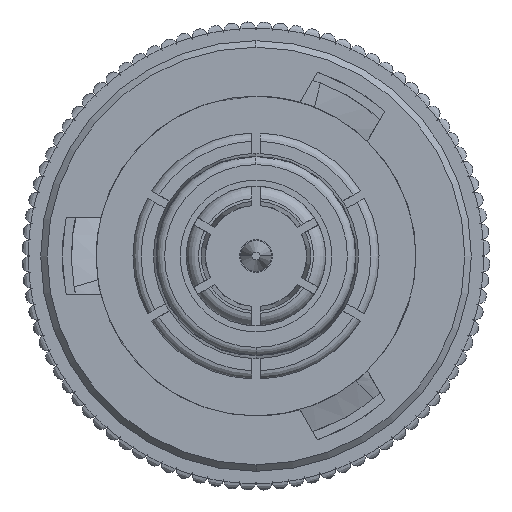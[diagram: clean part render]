
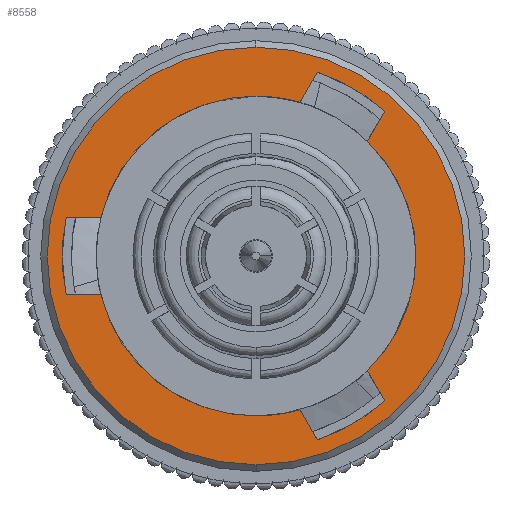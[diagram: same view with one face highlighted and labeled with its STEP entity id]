
A CAD part, left-side view. The second image highlights one B-rep face of the part: STEP entity #8558.
In plain terms, the highlighted face is planar.
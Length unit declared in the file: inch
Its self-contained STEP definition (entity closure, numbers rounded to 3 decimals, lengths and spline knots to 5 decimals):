
#533 = VERTEX_POINT ( 'NONE', #23082 ) ;
#707 = CARTESIAN_POINT ( 'NONE',  ( 0., -0.05343, -0.18754 ) ) ;
#897 = AXIS2_PLACEMENT_3D ( 'NONE', #3352, #27525, #24803 ) ;
#972 = ORIENTED_EDGE ( 'NONE', *, *, #20481, .F. ) ;
#1223 = FACE_BOUND ( 'NONE', #14822, .T. ) ;
#1468 = AXIS2_PLACEMENT_3D ( 'NONE', #10099, #34480, #21363 ) ;
#1476 = DIRECTION ( 'NONE',  ( 0., -0.5, -0.866 ) ) ;
#1587 = PLANE ( 'NONE',  #1468 ) ;
#1707 = EDGE_CURVE ( 'NONE', #33600, #13610, #6218, .T. ) ;
#2057 = LINE ( 'NONE', #34959, #20177 ) ;
#2273 = ORIENTED_EDGE ( 'NONE', *, *, #28008, .F. ) ;
#2441 = CARTESIAN_POINT ( 'NONE',  ( 0., -0.1357, -0.14004 ) ) ;
#2556 = DIRECTION ( 'NONE',  ( 0., 0., 1. ) ) ;
#2652 = DIRECTION ( 'NONE',  ( 1., 0., 0. ) ) ;
#3352 = CARTESIAN_POINT ( 'NONE',  ( 0., 0., 0. ) ) ;
#3683 = LINE ( 'NONE', #31134, #32802 ) ;
#3686 = ORIENTED_EDGE ( 'NONE', *, *, #23248, .T. ) ;
#3721 = EDGE_LOOP ( 'NONE', ( #16071, #26249 ) ) ;
#4357 = VERTEX_POINT ( 'NONE', #25383 ) ;
#4635 = VERTEX_POINT ( 'NONE', #27535 ) ;
#5748 = CARTESIAN_POINT ( 'NONE',  ( 0., 0., 0. ) ) ;
#6218 = CIRCLE ( 'NONE', #15520, 0.2545 ) ;
#6299 = CIRCLE ( 'NONE', #22517, 0.195 ) ;
#6554 = CARTESIAN_POINT ( 'NONE',  ( 0., 0., 0. ) ) ;
#8558 = ADVANCED_FACE ( 'NONE', ( #23748, #1223 ), #1587, .F. ) ;
#8820 = VERTEX_POINT ( 'NONE', #22797 ) ;
#8876 = CARTESIAN_POINT ( 'NONE',  ( 0., 0., -0.2545 ) ) ;
#9136 = VERTEX_POINT ( 'NONE', #30054 ) ;
#9225 = EDGE_CURVE ( 'NONE', #8820, #24555, #26709, .T. ) ;
#9518 = CARTESIAN_POINT ( 'NONE',  ( 0., 0.18913, 0.0475 ) ) ;
#9740 = VECTOR ( 'NONE', #1476, 39.37008 ) ;
#9847 = ORIENTED_EDGE ( 'NONE', *, *, #20841, .F. ) ;
#10099 = CARTESIAN_POINT ( 'NONE',  ( 0., 0.195, 0. ) ) ;
#10425 = DIRECTION ( 'NONE',  ( 0., 0., 1. ) ) ;
#11438 = CIRCLE ( 'NONE', #31792, 0.195 ) ;
#11496 = DIRECTION ( 'NONE',  ( 0., 1., 0. ) ) ;
#11545 = DIRECTION ( 'NONE',  ( 0., 0., 1. ) ) ;
#11845 = ORIENTED_EDGE ( 'NONE', *, *, #23900, .T. ) ;
#12029 = ORIENTED_EDGE ( 'NONE', *, *, #28064, .F. ) ;
#12499 = AXIS2_PLACEMENT_3D ( 'NONE', #33554, #2652, #11545 ) ;
#13525 = VERTEX_POINT ( 'NONE', #24362 ) ;
#13610 = VERTEX_POINT ( 'NONE', #8876 ) ;
#13614 = CIRCLE ( 'NONE', #26938, 0.195 ) ;
#13884 = DIRECTION ( 'NONE',  ( 0., -0.5, 0.866 ) ) ;
#14052 = DIRECTION ( 'NONE',  ( 0., 0., 1. ) ) ;
#14242 = VECTOR ( 'NONE', #20362, 39.37008 ) ;
#14777 = DIRECTION ( 'NONE',  ( 0., 0., 1. ) ) ;
#14822 = EDGE_LOOP ( 'NONE', ( #11845, #27749, #2273, #17197, #16870, #17914, #21107, #9847, #32793, #3686, #33740, #22271, #12029, #972 ) ) ;
#14989 = CARTESIAN_POINT ( 'NONE',  ( 0., 0., 0. ) ) ;
#15241 = DIRECTION ( 'NONE',  ( 0., 0., 1. ) ) ;
#15520 = AXIS2_PLACEMENT_3D ( 'NONE', #24553, #16205, #27465 ) ;
#15949 = AXIS2_PLACEMENT_3D ( 'NONE', #6554, #23446, #28728 ) ;
#16071 = ORIENTED_EDGE ( 'NONE', *, *, #1707, .F. ) ;
#16205 = DIRECTION ( 'NONE',  ( -1., 0., 0. ) ) ;
#16584 = LINE ( 'NONE', #27684, #17888 ) ;
#16726 = CARTESIAN_POINT ( 'NONE',  ( 0., 0., 0. ) ) ;
#16870 = ORIENTED_EDGE ( 'NONE', *, *, #31899, .F. ) ;
#17197 = ORIENTED_EDGE ( 'NONE', *, *, #29388, .F. ) ;
#17569 = EDGE_CURVE ( 'NONE', #13525, #24741, #2057, .T. ) ;
#17888 = VECTOR ( 'NONE', #13884, 39.37008 ) ;
#17914 = ORIENTED_EDGE ( 'NONE', *, *, #31190, .T. ) ;
#18303 = CIRCLE ( 'NONE', #897, 0.23622 ) ;
#18986 = VERTEX_POINT ( 'NONE', #21094 ) ;
#19681 = CARTESIAN_POINT ( 'NONE',  ( 0., 0., 0. ) ) ;
#20177 = VECTOR ( 'NONE', #24225, 39.37008 ) ;
#20254 = DIRECTION ( 'NONE',  ( 0., 0., 1. ) ) ;
#20362 = DIRECTION ( 'NONE',  ( 0., -1., 0. ) ) ;
#20481 = EDGE_CURVE ( 'NONE', #533, #4635, #3683, .T. ) ;
#20841 = EDGE_CURVE ( 'NONE', #4357, #13525, #18303, .T. ) ;
#20871 = DIRECTION ( 'NONE',  ( 1., 0., 0. ) ) ;
#21000 = CARTESIAN_POINT ( 'NONE',  ( 0., 0., 0. ) ) ;
#21094 = CARTESIAN_POINT ( 'NONE',  ( 0., -0.07456, -0.22414 ) ) ;
#21107 = ORIENTED_EDGE ( 'NONE', *, *, #17569, .F. ) ;
#21363 = DIRECTION ( 'NONE',  ( 0., 0., 1. ) ) ;
#22221 = CARTESIAN_POINT ( 'NONE',  ( 0., 0.2314, 0.0475 ) ) ;
#22271 = ORIENTED_EDGE ( 'NONE', *, *, #27927, .F. ) ;
#22319 = CIRCLE ( 'NONE', #15949, 0.2545 ) ;
#22517 = AXIS2_PLACEMENT_3D ( 'NONE', #14989, #26611, #20254 ) ;
#22797 = CARTESIAN_POINT ( 'NONE',  ( 0., 0., 0.195 ) ) ;
#23082 = CARTESIAN_POINT ( 'NONE',  ( 0., 0.18913, -0.0475 ) ) ;
#23248 = EDGE_CURVE ( 'NONE', #9136, #8820, #6299, .T. ) ;
#23260 = LINE ( 'NONE', #32477, #33385 ) ;
#23356 = VERTEX_POINT ( 'NONE', #32230 ) ;
#23446 = DIRECTION ( 'NONE',  ( -1., 0., 0. ) ) ;
#23636 = LINE ( 'NONE', #29274, #9740 ) ;
#23748 = FACE_OUTER_BOUND ( 'NONE', #3721, .T. ) ;
#23900 = EDGE_CURVE ( 'NONE', #533, #23356, #27211, .T. ) ;
#24225 = DIRECTION ( 'NONE',  ( 0., 0.5, -0.866 ) ) ;
#24362 = CARTESIAN_POINT ( 'NONE',  ( 0., -0.15683, 0.17664 ) ) ;
#24553 = CARTESIAN_POINT ( 'NONE',  ( 0., 0., 0. ) ) ;
#24555 = VERTEX_POINT ( 'NONE', #9518 ) ;
#24741 = VERTEX_POINT ( 'NONE', #26784 ) ;
#24803 = DIRECTION ( 'NONE',  ( 0., 0., 1. ) ) ;
#24907 = EDGE_CURVE ( 'NONE', #9136, #4357, #16584, .T. ) ;
#25301 = DIRECTION ( 'NONE',  ( -1., 0., 0. ) ) ;
#25383 = CARTESIAN_POINT ( 'NONE',  ( 0., -0.07456, 0.22414 ) ) ;
#25989 = CARTESIAN_POINT ( 'NONE',  ( 0., 0.2314, 0.0475 ) ) ;
#26032 = AXIS2_PLACEMENT_3D ( 'NONE', #16726, #33092, #2556 ) ;
#26249 = ORIENTED_EDGE ( 'NONE', *, *, #27416, .F. ) ;
#26611 = DIRECTION ( 'NONE',  ( -1., 0., 0. ) ) ;
#26641 = DIRECTION ( 'NONE',  ( -1., 0., 0. ) ) ;
#26709 = CIRCLE ( 'NONE', #30218, 0.195 ) ;
#26784 = CARTESIAN_POINT ( 'NONE',  ( 0., -0.1357, 0.14004 ) ) ;
#26938 = AXIS2_PLACEMENT_3D ( 'NONE', #5748, #27744, #14777 ) ;
#27084 = EDGE_CURVE ( 'NONE', #23356, #35551, #13614, .T. ) ;
#27211 = CIRCLE ( 'NONE', #26032, 0.195 ) ;
#27416 = EDGE_CURVE ( 'NONE', #13610, #33600, #22319, .T. ) ;
#27465 = DIRECTION ( 'NONE',  ( 0., 0., 1. ) ) ;
#27525 = DIRECTION ( 'NONE',  ( 1., 0., 0. ) ) ;
#27535 = CARTESIAN_POINT ( 'NONE',  ( 0., 0.2314, -0.0475 ) ) ;
#27684 = CARTESIAN_POINT ( 'NONE',  ( 0., -0.07456, 0.22414 ) ) ;
#27744 = DIRECTION ( 'NONE',  ( -1., 0., 0. ) ) ;
#27749 = ORIENTED_EDGE ( 'NONE', *, *, #27084, .T. ) ;
#27927 = EDGE_CURVE ( 'NONE', #28498, #24555, #34192, .T. ) ;
#28008 = EDGE_CURVE ( 'NONE', #18986, #35551, #23260, .T. ) ;
#28064 = EDGE_CURVE ( 'NONE', #4635, #28498, #28164, .T. ) ;
#28090 = VERTEX_POINT ( 'NONE', #30289 ) ;
#28164 = CIRCLE ( 'NONE', #12499, 0.23622 ) ;
#28243 = AXIS2_PLACEMENT_3D ( 'NONE', #29042, #20871, #15241 ) ;
#28444 = VERTEX_POINT ( 'NONE', #2441 ) ;
#28498 = VERTEX_POINT ( 'NONE', #22221 ) ;
#28728 = DIRECTION ( 'NONE',  ( 0., 0., 1. ) ) ;
#29042 = CARTESIAN_POINT ( 'NONE',  ( 0., 0., 0. ) ) ;
#29274 = CARTESIAN_POINT ( 'NONE',  ( 0., -0.15683, -0.17664 ) ) ;
#29388 = EDGE_CURVE ( 'NONE', #28090, #18986, #29410, .T. ) ;
#29410 = CIRCLE ( 'NONE', #28243, 0.23622 ) ;
#30054 = CARTESIAN_POINT ( 'NONE',  ( 0., -0.05343, 0.18754 ) ) ;
#30218 = AXIS2_PLACEMENT_3D ( 'NONE', #19681, #25301, #14052 ) ;
#30289 = CARTESIAN_POINT ( 'NONE',  ( 0., -0.15683, -0.17664 ) ) ;
#30903 = CARTESIAN_POINT ( 'NONE',  ( 0., 0., 0.2545 ) ) ;
#31134 = CARTESIAN_POINT ( 'NONE',  ( 0., 0.2314, -0.0475 ) ) ;
#31190 = EDGE_CURVE ( 'NONE', #28444, #24741, #11438, .T. ) ;
#31792 = AXIS2_PLACEMENT_3D ( 'NONE', #21000, #26641, #10425 ) ;
#31899 = EDGE_CURVE ( 'NONE', #28444, #28090, #23636, .T. ) ;
#32230 = CARTESIAN_POINT ( 'NONE',  ( 0., 0., -0.195 ) ) ;
#32477 = CARTESIAN_POINT ( 'NONE',  ( 0., -0.07456, -0.22414 ) ) ;
#32793 = ORIENTED_EDGE ( 'NONE', *, *, #24907, .F. ) ;
#32802 = VECTOR ( 'NONE', #11496, 39.37008 ) ;
#33092 = DIRECTION ( 'NONE',  ( -1., 0., 0. ) ) ;
#33385 = VECTOR ( 'NONE', #34366, 39.37008 ) ;
#33554 = CARTESIAN_POINT ( 'NONE',  ( 0., 0., 0. ) ) ;
#33600 = VERTEX_POINT ( 'NONE', #30903 ) ;
#33740 = ORIENTED_EDGE ( 'NONE', *, *, #9225, .T. ) ;
#34192 = LINE ( 'NONE', #25989, #14242 ) ;
#34366 = DIRECTION ( 'NONE',  ( 0., 0.5, 0.866 ) ) ;
#34480 = DIRECTION ( 'NONE',  ( -1., 0., 0. ) ) ;
#34959 = CARTESIAN_POINT ( 'NONE',  ( 0., -0.15683, 0.17664 ) ) ;
#35551 = VERTEX_POINT ( 'NONE', #707 ) ;
